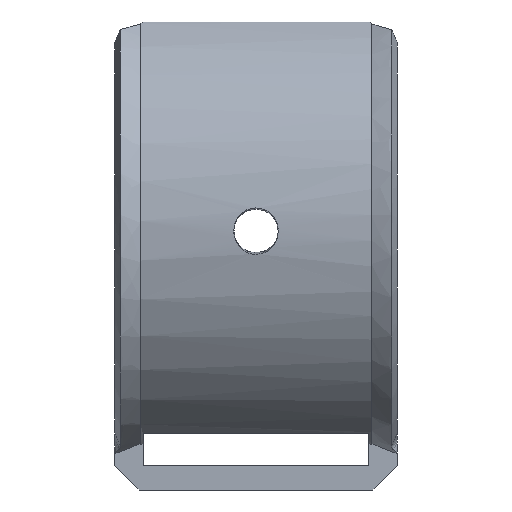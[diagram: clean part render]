
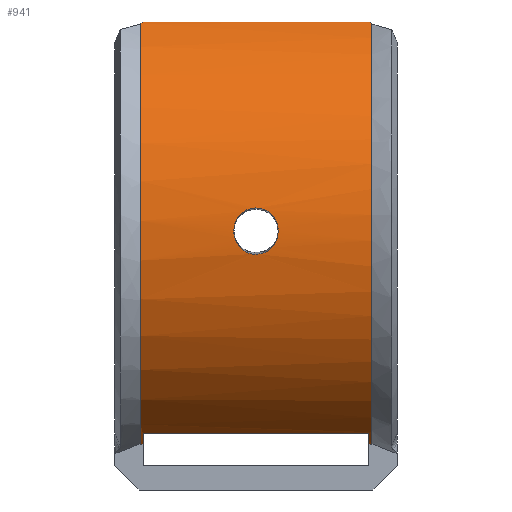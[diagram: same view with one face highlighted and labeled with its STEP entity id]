
A CAD part, front view. The second image highlights one B-rep face of the part: STEP entity #941.
In plain terms, the highlighted cylindrical face has radius 29.5 mm (diameter 59 mm), a partial arc.
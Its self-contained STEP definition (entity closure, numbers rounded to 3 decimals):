
#1=CARTESIAN_POINT('',(14.31,10.3,32.5));
#2=DIRECTION('',(1.,0.,0.));
#3=DIRECTION('',(0.,-0.513,0.858));
#4=AXIS2_PLACEMENT_3D('',#1,#2,#3);
#6=DIRECTION('',(1.,0.,0.));
#7=VECTOR('',#6,28.);
#8=CARTESIAN_POINT('',(-14.,-4.547,7.008));
#9=LINE('',#8,#7);
#10=CARTESIAN_POINT('',(-14.,10.3,32.5));
#11=DIRECTION('',(1.,0.,0.));
#12=DIRECTION('',(0.,-0.454,-0.891));
#13=AXIS2_PLACEMENT_3D('',#10,#11,#12);
#15=DIRECTION('',(-1.,0.,0.));
#16=VECTOR('',#15,0.31);
#17=CARTESIAN_POINT('',(-14.,-2.,5.687));
#18=LINE('',#17,#16);
#19=CARTESIAN_POINT('',(-14.31,10.3,32.5));
#20=DIRECTION('',(-1.,0.,0.));
#21=DIRECTION('',(0.,-0.417,-0.909));
#22=AXIS2_PLACEMENT_3D('',#19,#20,#21);
#24=DIRECTION('',(-1.,0.,0.));
#25=VECTOR('',#24,27.873);
#26=CARTESIAN_POINT('',(13.958,-4.532,58.));
#27=LINE('',#26,#25);
#28=CARTESIAN_POINT('',(0.,-19.016,29.211));
#29=CARTESIAN_POINT('',(-0.385,-19.016,29.21));
#30=CARTESIAN_POINT('',(-0.92,-19.028,29.317));
#31=CARTESIAN_POINT('',(-1.467,-19.06,29.63));
#32=CARTESIAN_POINT('',(-1.723,-19.079,29.835));
#33=CARTESIAN_POINT('',(-1.863,-19.091,29.965));
#34=CARTESIAN_POINT('',(-2.208,-19.121,30.317));
#35=CARTESIAN_POINT('',(-2.617,-19.165,30.954));
#36=CARTESIAN_POINT('',(-2.816,-19.205,32.077));
#37=CARTESIAN_POINT('',(-2.652,-19.199,33.018));
#38=CARTESIAN_POINT('',(-2.367,-19.181,33.575));
#39=CARTESIAN_POINT('',(-2.181,-19.17,33.838));
#40=CARTESIAN_POINT('',(-2.063,-19.163,33.983));
#41=CARTESIAN_POINT('',(-1.492,-19.129,34.621));
#42=CARTESIAN_POINT('',(-0.774,-19.098,34.953));
#43=CARTESIAN_POINT('',(-0.001,-19.098,34.953));
#45=CARTESIAN_POINT('',(-0.001,-19.098,34.953));
#46=CARTESIAN_POINT('',(0.385,-19.098,34.953));
#47=CARTESIAN_POINT('',(0.921,-19.107,34.845));
#48=CARTESIAN_POINT('',(1.469,-19.13,34.531));
#49=CARTESIAN_POINT('',(1.724,-19.144,34.326));
#50=CARTESIAN_POINT('',(1.864,-19.151,34.196));
#51=CARTESIAN_POINT('',(2.483,-19.187,33.563));
#52=CARTESIAN_POINT('',(2.878,-19.218,32.471));
#53=CARTESIAN_POINT('',(2.652,-19.172,31.14));
#54=CARTESIAN_POINT('',(2.366,-19.138,30.584));
#55=CARTESIAN_POINT('',(2.181,-19.12,30.322));
#56=CARTESIAN_POINT('',(2.063,-19.109,30.178));
#57=CARTESIAN_POINT('',(1.746,-19.08,29.824));
#58=CARTESIAN_POINT('',(1.097,-19.032,29.351));
#59=CARTESIAN_POINT('',(0.385,-19.016,29.212));
#60=CARTESIAN_POINT('',(0.,-19.016,29.211));
#173=CARTESIAN_POINT('',(13.958,-4.532,58.));
#174=CARTESIAN_POINT('',(13.997,-4.565,57.981));
#175=CARTESIAN_POINT('',(14.076,-4.631,57.943));
#176=CARTESIAN_POINT('',(14.193,-4.73,57.884));
#177=CARTESIAN_POINT('',(14.271,-4.797,57.845));
#178=CARTESIAN_POINT('',(14.31,-4.83,57.825));
#201=CARTESIAN_POINT('',(-13.915,-4.532,58.));
#461=DIRECTION('',(1.,0.,0.));
#462=VECTOR('',#461,0.31);
#463=CARTESIAN_POINT('',(14.,-2.,5.687));
#464=LINE('',#463,#462);
#672=CARTESIAN_POINT('',(-14.,10.3,32.5));
#673=DIRECTION('',(1.,0.,0.));
#674=DIRECTION('',(0.,-0.503,-0.864));
#675=AXIS2_PLACEMENT_3D('',#672,#673,#674);
#690=CARTESIAN_POINT('',(14.,10.3,32.5));
#691=DIRECTION('',(-1.,0.,0.));
#692=DIRECTION('',(0.,-0.454,-0.891));
#693=AXIS2_PLACEMENT_3D('',#690,#691,#692);
#700=CARTESIAN_POINT('',(14.,10.3,32.5));
#701=DIRECTION('',(1.,0.,0.));
#702=DIRECTION('',(0.,-0.454,-0.891));
#703=AXIS2_PLACEMENT_3D('',#700,#701,#702);
#745=CARTESIAN_POINT('',(-14.31,-4.857,57.809));
#746=CARTESIAN_POINT('',(-14.266,-4.821,57.83));
#747=CARTESIAN_POINT('',(-14.179,-4.749,57.873));
#748=CARTESIAN_POINT('',(-14.047,-4.64,57.937));
#749=CARTESIAN_POINT('',(-13.959,-4.568,57.979));
#750=CARTESIAN_POINT('',(-13.915,-4.532,58.));
#822=VERTEX_POINT('',#28);
#823=VERTEX_POINT('',#43);
#832=CARTESIAN_POINT('',(-14.,-4.547,7.008));
#833=CARTESIAN_POINT('',(-14.,-3.092,6.215));
#834=VERTEX_POINT('',#832);
#835=VERTEX_POINT('',#833);
#838=CARTESIAN_POINT('',(14.,-4.547,7.008));
#839=VERTEX_POINT('',#838);
#840=CARTESIAN_POINT('',(14.,-3.092,6.215));
#841=VERTEX_POINT('',#840);
#856=VERTEX_POINT('',#201);
#857=CARTESIAN_POINT('',(13.958,-4.532,58.));
#858=VERTEX_POINT('',#857);
#872=VERTEX_POINT('',#178);
#873=VERTEX_POINT('',#745);
#894=CARTESIAN_POINT('',(-14.,-2.,5.687));
#895=CARTESIAN_POINT('',(-14.31,-2.,5.687));
#896=VERTEX_POINT('',#894);
#897=VERTEX_POINT('',#895);
#899=CARTESIAN_POINT('',(14.,-2.,5.687));
#900=CARTESIAN_POINT('',(14.31,-2.,5.687));
#901=VERTEX_POINT('',#899);
#902=VERTEX_POINT('',#900);
#904=CARTESIAN_POINT('',(81.082,10.3,32.5));
#905=DIRECTION('',(-1.,0.,0.));
#906=DIRECTION('',(0.,-0.891,0.454));
#907=AXIS2_PLACEMENT_3D('',#904,#905,#906);
#908=CYLINDRICAL_SURFACE('',#907,29.5);
#910=ORIENTED_EDGE('',*,*,#909,.T.);
#912=ORIENTED_EDGE('',*,*,#911,.F.);
#914=ORIENTED_EDGE('',*,*,#913,.F.);
#916=ORIENTED_EDGE('',*,*,#915,.T.);
#918=ORIENTED_EDGE('',*,*,#917,.F.);
#920=ORIENTED_EDGE('',*,*,#919,.T.);
#922=ORIENTED_EDGE('',*,*,#921,.T.);
#924=ORIENTED_EDGE('',*,*,#923,.T.);
#926=ORIENTED_EDGE('',*,*,#925,.T.);
#928=ORIENTED_EDGE('',*,*,#927,.T.);
#930=ORIENTED_EDGE('',*,*,#929,.F.);
#932=ORIENTED_EDGE('',*,*,#931,.T.);
#933=EDGE_LOOP('',(#910,#912,#914,#916,#918,#920,#922,#924,#926,#928,#930,
#932));
#934=FACE_OUTER_BOUND('',#933,.F.);
#936=ORIENTED_EDGE('',*,*,#935,.F.);
#938=ORIENTED_EDGE('',*,*,#937,.F.);
#939=EDGE_LOOP('',(#936,#938));
#940=FACE_BOUND('',#939,.F.);
#941=ADVANCED_FACE('',(#934,#940),#908,.T.);
#5=CIRCLE('',#4,29.5);
#14=CIRCLE('',#13,29.5);
#23=CIRCLE('',#22,29.5);
#44=B_SPLINE_CURVE_WITH_KNOTS('',3,(#28,#29,#30,#31,#32,#33,#34,#35,#36,#37,#38,
#39,#40,#41,#42,#43),.UNSPECIFIED.,.F.,.F.,(4,1,1,1,1,1,1,1,1,1,1,1,1,4),(0.,
0.125,0.188,0.219,0.234,0.25,0.375,0.5,0.625,0.688,
0.719,0.734,0.75,1.),.UNSPECIFIED.);
#61=B_SPLINE_CURVE_WITH_KNOTS('',3,(#45,#46,#47,#48,#49,#50,#51,#52,#53,#54,#55,
#56,#57,#58,#59,#60),.UNSPECIFIED.,.F.,.F.,(4,1,1,1,1,1,1,1,1,1,1,1,1,4),(0.,
0.125,0.188,0.219,0.234,0.25,0.5,0.625,0.688,0.719,
0.734,0.75,0.875,1.),.UNSPECIFIED.);
#179=B_SPLINE_CURVE_WITH_KNOTS('',3,(#173,#174,#175,#176,#177,#178),
.UNSPECIFIED.,.F.,.F.,(4,1,1,4),(0.,0.333,0.667,1.),
.UNSPECIFIED.);
#676=CIRCLE('',#675,29.5);
#694=CIRCLE('',#693,29.5);
#704=CIRCLE('',#703,29.5);
#751=B_SPLINE_CURVE_WITH_KNOTS('',3,(#745,#746,#747,#748,#749,#750),
.UNSPECIFIED.,.F.,.F.,(4,1,1,4),(0.,0.333,0.667,1.),
.UNSPECIFIED.);
#909=EDGE_CURVE('',#872,#902,#5,.T.);
#911=EDGE_CURVE('',#901,#902,#464,.T.);
#913=EDGE_CURVE('',#841,#901,#704,.T.);
#915=EDGE_CURVE('',#841,#839,#694,.T.);
#917=EDGE_CURVE('',#834,#839,#9,.T.);
#919=EDGE_CURVE('',#834,#835,#676,.T.);
#921=EDGE_CURVE('',#835,#896,#14,.T.);
#923=EDGE_CURVE('',#896,#897,#18,.T.);
#925=EDGE_CURVE('',#897,#873,#23,.T.);
#927=EDGE_CURVE('',#873,#856,#751,.T.);
#929=EDGE_CURVE('',#858,#856,#27,.T.);
#931=EDGE_CURVE('',#858,#872,#179,.T.);
#935=EDGE_CURVE('',#822,#823,#44,.T.);
#937=EDGE_CURVE('',#823,#822,#61,.T.);
